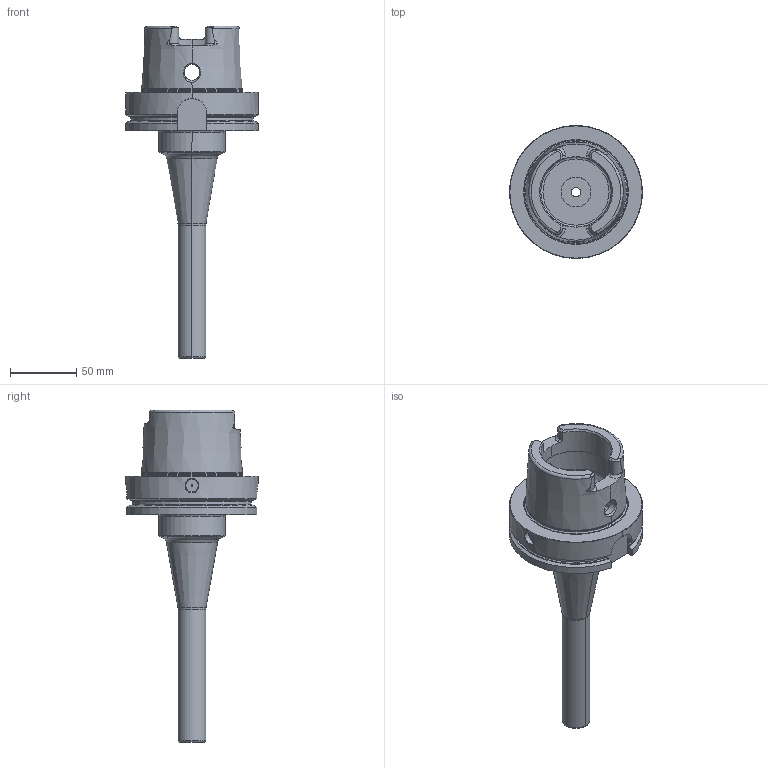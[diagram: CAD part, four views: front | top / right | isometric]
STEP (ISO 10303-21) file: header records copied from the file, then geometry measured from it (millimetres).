
FILE_DESCRIPTION((''),'2;1');
FILE_NAME('DEX','2022-01-11T10:17:19',('muellerbe'),(''),'CREO PARAMETRIC BY PTC INC, 2019030','CREO PARAMETRIC BY PTC INC, 2019030','');
FILE_SCHEMA(('AP242_MANAGED_MODEL_BASED_3D_ENGINEERING_MIM_LF { 1 0 10303 442 1 1 4 }'));
Length unit declared in the file: millimetre
Products named in the file (1): DEX
Bounding box: 100 x 100 x 249.9 mm (x, y, z)
Volume: 351220.7 mm3; surface area: 67730.1 mm2
Topology: 1 solids, 1 shells, 174 faces, 429 edges, 259 vertices
Faces by surface type: cylinder 54, cone 48, plane 38, torus 34
Entity records: 8001 total; most frequent: CARTESIAN_POINT 2496, DIRECTION 899, ORIENTED_EDGE 854, PRESENTATION_STYLE_ASSIGNMENT 431, STYLED_ITEM 431, CURVE_STYLE 430, EDGE_CURVE 427, AXIS2_PLACEMENT_3D 372
